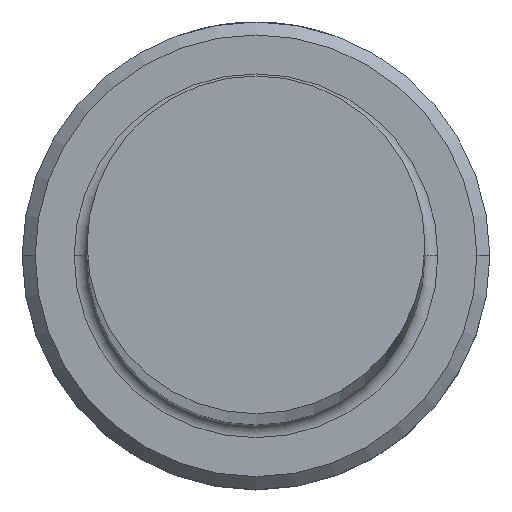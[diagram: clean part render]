
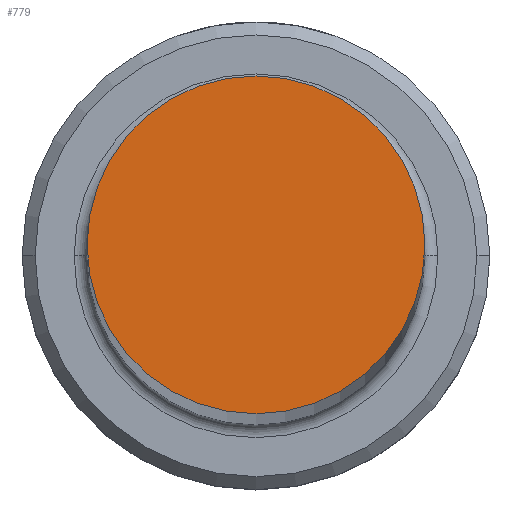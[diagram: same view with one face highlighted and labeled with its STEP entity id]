
A CAD part, top view. The second image highlights one B-rep face of the part: STEP entity #779.
In plain terms, the highlighted planar face has unit normal (0, 0, 1).
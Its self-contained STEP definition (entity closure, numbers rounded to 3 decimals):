
#55 = EDGE_LOOP ( 'NONE', ( #447, #1114 ) ) ;
#121 = DIRECTION ( 'NONE',  ( 0., 0., 1. ) ) ;
#144 = VERTEX_POINT ( 'NONE', #777 ) ;
#155 = CIRCLE ( 'NONE', #1186, 6.5 ) ;
#247 = DIRECTION ( 'NONE',  ( 0., 0., 1. ) ) ;
#250 = FACE_OUTER_BOUND ( 'NONE', #55, .T. ) ;
#262 = DIRECTION ( 'NONE',  ( 1., 0., 0. ) ) ;
#324 = CARTESIAN_POINT ( 'NONE',  ( -6.5, 0., 250. ) ) ;
#349 = CIRCLE ( 'NONE', #408, 6.5 ) ;
#353 = DIRECTION ( 'NONE',  ( 0., 0., 1. ) ) ;
#408 = AXIS2_PLACEMENT_3D ( 'NONE', #444, #353, #262 ) ;
#422 = EDGE_CURVE ( 'NONE', #552, #144, #349, .T. ) ;
#444 = CARTESIAN_POINT ( 'NONE',  ( 0., 0., 250. ) ) ;
#447 = ORIENTED_EDGE ( 'NONE', *, *, #422, .T. ) ;
#552 = VERTEX_POINT ( 'NONE', #324 ) ;
#687 = CARTESIAN_POINT ( 'NONE',  ( 0., 0., 250. ) ) ;
#777 = CARTESIAN_POINT ( 'NONE',  ( 6.5, 0., 250. ) ) ;
#779 = ADVANCED_FACE ( 'NONE', ( #250 ), #959, .T. ) ;
#781 = DIRECTION ( 'NONE',  ( 1., 0., 0. ) ) ;
#811 = CARTESIAN_POINT ( 'NONE',  ( 0., 0., 250. ) ) ;
#844 = AXIS2_PLACEMENT_3D ( 'NONE', #687, #121, #781 ) ;
#905 = DIRECTION ( 'NONE',  ( 1., 0., 0. ) ) ;
#928 = EDGE_CURVE ( 'NONE', #144, #552, #155, .T. ) ;
#959 = PLANE ( 'NONE',  #844 ) ;
#1114 = ORIENTED_EDGE ( 'NONE', *, *, #928, .T. ) ;
#1186 = AXIS2_PLACEMENT_3D ( 'NONE', #811, #247, #905 ) ;
